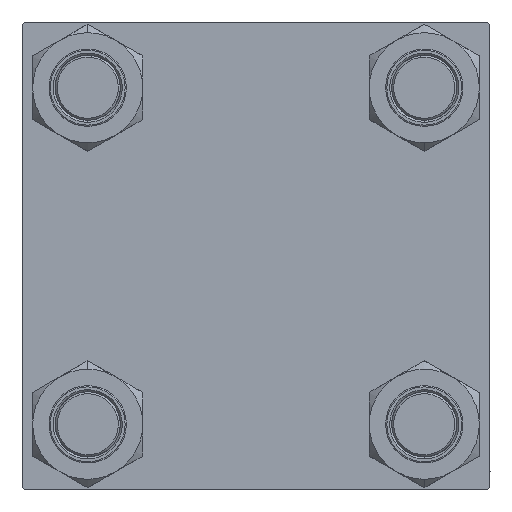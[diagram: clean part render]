
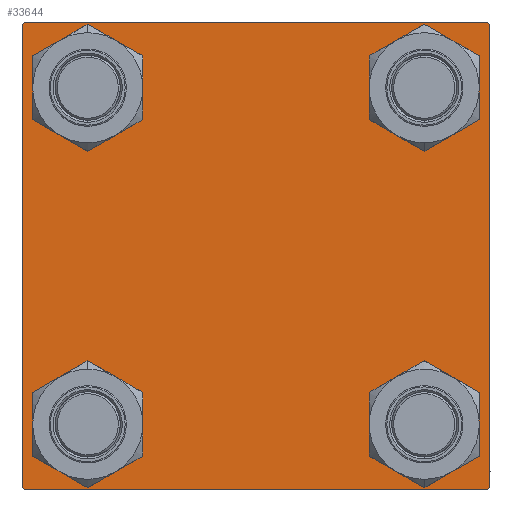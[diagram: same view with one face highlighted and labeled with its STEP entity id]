
A CAD part, left-side view. The second image highlights one B-rep face of the part: STEP entity #33644.
In plain terms, the highlighted planar face has unit normal (-1, 0, 0).
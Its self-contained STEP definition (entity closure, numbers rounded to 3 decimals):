
#911 = EDGE_CURVE ( 'NONE', #26398, #23960, #35733, .T. ) ;
#1127 = LINE ( 'NONE', #25041, #37407 ) ;
#1206 = EDGE_CURVE ( 'NONE', #44585, #15727, #46418, .T. ) ;
#1228 = VECTOR ( 'NONE', #44903, 1000. ) ;
#1955 = DIRECTION ( 'NONE',  ( 0., 0., -1. ) ) ;
#3695 = DIRECTION ( 'NONE',  ( 0., 0., 1. ) ) ;
#4172 = LINE ( 'NONE', #10902, #23242 ) ;
#5505 = EDGE_CURVE ( 'NONE', #23960, #26398, #30128, .T. ) ;
#5628 = CARTESIAN_POINT ( 'NONE',  ( 0., -57.25, -57.25 ) ) ;
#6417 = FACE_BOUND ( 'NONE', #45809, .T. ) ;
#7392 = CARTESIAN_POINT ( 'NONE',  ( 0., -57., 57.5 ) ) ;
#7550 = DIRECTION ( 'NONE',  ( 1., 0., 0. ) ) ;
#8061 = CARTESIAN_POINT ( 'NONE',  ( 0., 57.5, 57. ) ) ;
#8545 = AXIS2_PLACEMENT_3D ( 'NONE', #23346, #39028, #42120 ) ;
#9134 = ORIENTED_EDGE ( 'NONE', *, *, #22546, .T. ) ;
#9420 = EDGE_CURVE ( 'NONE', #48282, #13927, #14146, .T. ) ;
#9447 = CIRCLE ( 'NONE', #22658, 8.5 ) ;
#9720 = ORIENTED_EDGE ( 'NONE', *, *, #5505, .T. ) ;
#10514 = EDGE_LOOP ( 'NONE', ( #12423, #10953 ) ) ;
#10902 = CARTESIAN_POINT ( 'NONE',  ( 0., 57.5, -57.5 ) ) ;
#10947 = ORIENTED_EDGE ( 'NONE', *, *, #1206, .T. ) ;
#10953 = ORIENTED_EDGE ( 'NONE', *, *, #17179, .T. ) ;
#11159 = CARTESIAN_POINT ( 'NONE',  ( 0., -41.35, -41.35 ) ) ;
#11591 = EDGE_CURVE ( 'NONE', #13927, #48282, #35428, .T. ) ;
#12009 = CARTESIAN_POINT ( 'NONE',  ( 0., -41.35, 32.85 ) ) ;
#12423 = ORIENTED_EDGE ( 'NONE', *, *, #38511, .T. ) ;
#13927 = VERTEX_POINT ( 'NONE', #23852 ) ;
#14146 = CIRCLE ( 'NONE', #22234, 8.5 ) ;
#14765 = CARTESIAN_POINT ( 'NONE',  ( 0., -57.5, 57. ) ) ;
#14813 = LINE ( 'NONE', #33322, #1228 ) ;
#15165 = CARTESIAN_POINT ( 'NONE',  ( 0., -57.5, -57. ) ) ;
#15325 = ORIENTED_EDGE ( 'NONE', *, *, #20308, .T. ) ;
#15514 = ORIENTED_EDGE ( 'NONE', *, *, #37849, .T. ) ;
#15727 = VERTEX_POINT ( 'NONE', #32396 ) ;
#16278 = DIRECTION ( 'NONE',  ( 0., -1., 0. ) ) ;
#17179 = EDGE_CURVE ( 'NONE', #20289, #31956, #42177, .T. ) ;
#17409 = ORIENTED_EDGE ( 'NONE', *, *, #11591, .T. ) ;
#17466 = VERTEX_POINT ( 'NONE', #41203 ) ;
#17496 = FACE_BOUND ( 'NONE', #23443, .T. ) ;
#17709 = AXIS2_PLACEMENT_3D ( 'NONE', #38261, #38770, #45289 ) ;
#17764 = EDGE_CURVE ( 'NONE', #31805, #37484, #49090, .T. ) ;
#18347 = CIRCLE ( 'NONE', #24908, 8.5 ) ;
#19015 = VERTEX_POINT ( 'NONE', #15165 ) ;
#19685 = ORIENTED_EDGE ( 'NONE', *, *, #37805, .T. ) ;
#20289 = VERTEX_POINT ( 'NONE', #12009 ) ;
#20308 = EDGE_CURVE ( 'NONE', #37484, #44585, #32282, .T. ) ;
#20694 = CARTESIAN_POINT ( 'NONE',  ( 0., -41.35, 41.35 ) ) ;
#20741 = CARTESIAN_POINT ( 'NONE',  ( 0., 41.35, -41.35 ) ) ;
#21097 = FACE_BOUND ( 'NONE', #10514, .T. ) ;
#21184 = EDGE_LOOP ( 'NONE', ( #15325, #10947, #19685, #35639, #27273, #31394, #42700, #29438 ) ) ;
#22038 = DIRECTION ( 'NONE',  ( 0., -0.707, -0.707 ) ) ;
#22234 = AXIS2_PLACEMENT_3D ( 'NONE', #20741, #36926, #44136 ) ;
#22431 = CARTESIAN_POINT ( 'NONE',  ( 0., 57.5, -57. ) ) ;
#22546 = EDGE_CURVE ( 'NONE', #33634, #17466, #9447, .T. ) ;
#22658 = AXIS2_PLACEMENT_3D ( 'NONE', #24071, #39750, #35895 ) ;
#23242 = VECTOR ( 'NONE', #46083, 1000. ) ;
#23346 = CARTESIAN_POINT ( 'NONE',  ( 0., -41.35, 41.35 ) ) ;
#23443 = EDGE_LOOP ( 'NONE', ( #32245, #17409 ) ) ;
#23852 = CARTESIAN_POINT ( 'NONE',  ( 0., 41.35, -49.85 ) ) ;
#23960 = VERTEX_POINT ( 'NONE', #44267 ) ;
#24071 = CARTESIAN_POINT ( 'NONE',  ( 0., -41.35, -41.35 ) ) ;
#24908 = AXIS2_PLACEMENT_3D ( 'NONE', #11159, #26822, #42496 ) ;
#25041 = CARTESIAN_POINT ( 'NONE',  ( 0., -57.25, 57.25 ) ) ;
#25709 = DIRECTION ( 'NONE',  ( -1., 0., 0. ) ) ;
#25832 = VECTOR ( 'NONE', #1955, 1000. ) ;
#26204 = CARTESIAN_POINT ( 'NONE',  ( 0., 41.35, -32.85 ) ) ;
#26398 = VERTEX_POINT ( 'NONE', #34561 ) ;
#26481 = EDGE_CURVE ( 'NONE', #37679, #43176, #1127, .T. ) ;
#26595 = VECTOR ( 'NONE', #46742, 1000. ) ;
#26822 = DIRECTION ( 'NONE',  ( 1., 0., 0. ) ) ;
#27231 = LINE ( 'NONE', #5628, #48703 ) ;
#27273 = ORIENTED_EDGE ( 'NONE', *, *, #45091, .F. ) ;
#27391 = AXIS2_PLACEMENT_3D ( 'NONE', #20694, #32516, #43577 ) ;
#27828 = CARTESIAN_POINT ( 'NONE',  ( 0., 57.5, 57.5 ) ) ;
#28800 = PLANE ( 'NONE',  #31897 ) ;
#29438 = ORIENTED_EDGE ( 'NONE', *, *, #17764, .T. ) ;
#29997 = DIRECTION ( 'NONE',  ( 0., 0., 1. ) ) ;
#30128 = CIRCLE ( 'NONE', #50641, 8.5 ) ;
#30479 = AXIS2_PLACEMENT_3D ( 'NONE', #50258, #34596, #29997 ) ;
#31075 = CARTESIAN_POINT ( 'NONE',  ( 0., 57.25, 57.25 ) ) ;
#31394 = ORIENTED_EDGE ( 'NONE', *, *, #26481, .T. ) ;
#31805 = VERTEX_POINT ( 'NONE', #39651 ) ;
#31897 = AXIS2_PLACEMENT_3D ( 'NONE', #37514, #25709, #33415 ) ;
#31956 = VERTEX_POINT ( 'NONE', #41695 ) ;
#32245 = ORIENTED_EDGE ( 'NONE', *, *, #9420, .T. ) ;
#32263 = VECTOR ( 'NONE', #16278, 1000. ) ;
#32282 = LINE ( 'NONE', #44890, #25832 ) ;
#32396 = CARTESIAN_POINT ( 'NONE',  ( 0., 57., -57.5 ) ) ;
#32438 = VECTOR ( 'NONE', #22038, 1000. ) ;
#32516 = DIRECTION ( 'NONE',  ( 1., 0., 0. ) ) ;
#32621 = DIRECTION ( 'NONE',  ( 0., -0.707, 0.707 ) ) ;
#33322 = CARTESIAN_POINT ( 'NONE',  ( 0., -57.5, 57.5 ) ) ;
#33415 = DIRECTION ( 'NONE',  ( 0., 0., 1. ) ) ;
#33634 = VERTEX_POINT ( 'NONE', #48572 ) ;
#33644 = ADVANCED_FACE ( 'NONE', ( #21097, #48825, #17496, #6417, #37003 ), #28800, .T. ) ;
#34561 = CARTESIAN_POINT ( 'NONE',  ( 0., 41.35, 32.85 ) ) ;
#34596 = DIRECTION ( 'NONE',  ( 1., 0., 0. ) ) ;
#35428 = CIRCLE ( 'NONE', #30479, 8.5 ) ;
#35639 = ORIENTED_EDGE ( 'NONE', *, *, #41994, .T. ) ;
#35733 = CIRCLE ( 'NONE', #17709, 8.5 ) ;
#35895 = DIRECTION ( 'NONE',  ( 0., 0., 1. ) ) ;
#36926 = DIRECTION ( 'NONE',  ( 1., 0., 0. ) ) ;
#37003 = FACE_OUTER_BOUND ( 'NONE', #21184, .T. ) ;
#37407 = VECTOR ( 'NONE', #44313, 1000. ) ;
#37450 = CARTESIAN_POINT ( 'NONE',  ( 0., 57.25, -57.25 ) ) ;
#37484 = VERTEX_POINT ( 'NONE', #8061 ) ;
#37514 = CARTESIAN_POINT ( 'NONE',  ( 0., 0., 0. ) ) ;
#37679 = VERTEX_POINT ( 'NONE', #14765 ) ;
#37805 = EDGE_CURVE ( 'NONE', #15727, #46945, #4172, .T. ) ;
#37849 = EDGE_CURVE ( 'NONE', #17466, #33634, #18347, .T. ) ;
#37880 = EDGE_CURVE ( 'NONE', #31805, #43176, #44282, .T. ) ;
#38261 = CARTESIAN_POINT ( 'NONE',  ( 0., 41.35, 41.35 ) ) ;
#38511 = EDGE_CURVE ( 'NONE', #31956, #20289, #38873, .T. ) ;
#38770 = DIRECTION ( 'NONE',  ( 1., 0., 0. ) ) ;
#38873 = CIRCLE ( 'NONE', #8545, 8.5 ) ;
#39028 = DIRECTION ( 'NONE',  ( 1., 0., 0. ) ) ;
#39651 = CARTESIAN_POINT ( 'NONE',  ( 0., 57., 57.5 ) ) ;
#39750 = DIRECTION ( 'NONE',  ( 1., 0., 0. ) ) ;
#40684 = CARTESIAN_POINT ( 'NONE',  ( 0., -57., -57.5 ) ) ;
#40795 = EDGE_LOOP ( 'NONE', ( #15514, #9134 ) ) ;
#41203 = CARTESIAN_POINT ( 'NONE',  ( 0., -41.35, -32.85 ) ) ;
#41695 = CARTESIAN_POINT ( 'NONE',  ( 0., -41.35, 49.85 ) ) ;
#41994 = EDGE_CURVE ( 'NONE', #46945, #19015, #27231, .T. ) ;
#42120 = DIRECTION ( 'NONE',  ( 0., 0., 1. ) ) ;
#42177 = CIRCLE ( 'NONE', #27391, 8.5 ) ;
#42496 = DIRECTION ( 'NONE',  ( 0., 0., 1. ) ) ;
#42700 = ORIENTED_EDGE ( 'NONE', *, *, #37880, .F. ) ;
#42806 = ORIENTED_EDGE ( 'NONE', *, *, #911, .T. ) ;
#43176 = VERTEX_POINT ( 'NONE', #7392 ) ;
#43577 = DIRECTION ( 'NONE',  ( 0., 0., 1. ) ) ;
#44136 = DIRECTION ( 'NONE',  ( 0., 0., 1. ) ) ;
#44267 = CARTESIAN_POINT ( 'NONE',  ( 0., 41.35, 49.85 ) ) ;
#44282 = LINE ( 'NONE', #27828, #32263 ) ;
#44313 = DIRECTION ( 'NONE',  ( 0., 0.707, 0.707 ) ) ;
#44585 = VERTEX_POINT ( 'NONE', #22431 ) ;
#44890 = CARTESIAN_POINT ( 'NONE',  ( 0., 57.5, 57.5 ) ) ;
#44903 = DIRECTION ( 'NONE',  ( 0., 0., -1. ) ) ;
#45091 = EDGE_CURVE ( 'NONE', #37679, #19015, #14813, .T. ) ;
#45289 = DIRECTION ( 'NONE',  ( 0., 0., 1. ) ) ;
#45809 = EDGE_LOOP ( 'NONE', ( #9720, #42806 ) ) ;
#46083 = DIRECTION ( 'NONE',  ( 0., -1., 0. ) ) ;
#46418 = LINE ( 'NONE', #37450, #32438 ) ;
#46742 = DIRECTION ( 'NONE',  ( 0., 0.707, -0.707 ) ) ;
#46945 = VERTEX_POINT ( 'NONE', #40684 ) ;
#48282 = VERTEX_POINT ( 'NONE', #26204 ) ;
#48572 = CARTESIAN_POINT ( 'NONE',  ( 0., -41.35, -49.85 ) ) ;
#48703 = VECTOR ( 'NONE', #32621, 1000. ) ;
#48825 = FACE_BOUND ( 'NONE', #40795, .T. ) ;
#49090 = LINE ( 'NONE', #31075, #26595 ) ;
#50258 = CARTESIAN_POINT ( 'NONE',  ( 0., 41.35, -41.35 ) ) ;
#50641 = AXIS2_PLACEMENT_3D ( 'NONE', #50712, #7550, #3695 ) ;
#50712 = CARTESIAN_POINT ( 'NONE',  ( 0., 41.35, 41.35 ) ) ;
